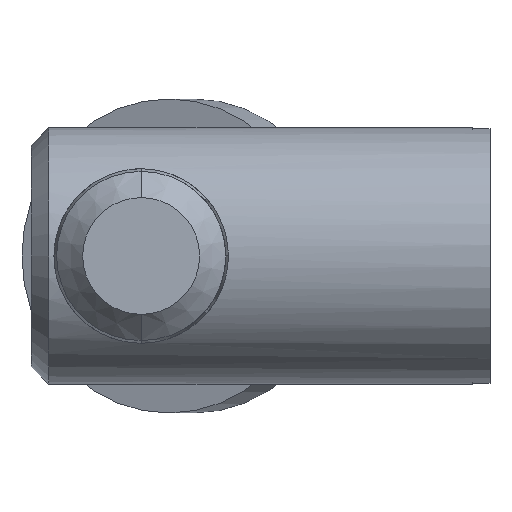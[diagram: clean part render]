
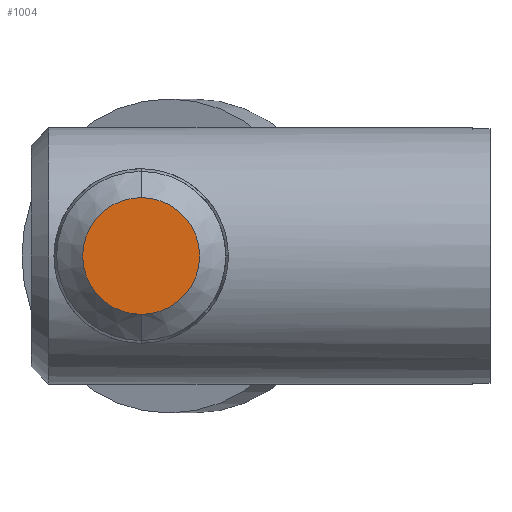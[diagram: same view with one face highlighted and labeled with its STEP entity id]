
A CAD part, front view. The second image highlights one B-rep face of the part: STEP entity #1004.
In plain terms, the highlighted face is planar.
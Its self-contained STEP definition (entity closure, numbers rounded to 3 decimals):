
#22 = VERTEX_POINT ( 'NONE', #368 ) ;
#147 = CIRCLE ( 'NONE', #1422, 3.35 ) ;
#368 = CARTESIAN_POINT ( 'NONE',  ( 25., 0., -3.35 ) ) ;
#370 = EDGE_LOOP ( 'NONE', ( #1544, #1016 ) ) ;
#1004 = ADVANCED_FACE ( 'NONE', ( #3306 ), #3037, .T. ) ;
#1016 = ORIENTED_EDGE ( 'NONE', *, *, #1378, .T. ) ;
#1378 = EDGE_CURVE ( 'NONE', #22, #2703, #147, .T. ) ;
#1422 = AXIS2_PLACEMENT_3D ( 'NONE', #2732, #2389, #2055 ) ;
#1544 = ORIENTED_EDGE ( 'NONE', *, *, #2774, .T. ) ;
#1782 = AXIS2_PLACEMENT_3D ( 'NONE', #2520, #2166, #1823 ) ;
#1823 = DIRECTION ( 'NONE',  ( 0., 0., -1. ) ) ;
#1992 = DIRECTION ( 'NONE',  ( 0., 0., -1. ) ) ;
#2055 = DIRECTION ( 'NONE',  ( 0., 0., -1. ) ) ;
#2104 = AXIS2_PLACEMENT_3D ( 'NONE', #2677, #2342, #1992 ) ;
#2166 = DIRECTION ( 'NONE',  ( 1., 0., 0. ) ) ;
#2342 = DIRECTION ( 'NONE',  ( 1., 0., 0. ) ) ;
#2389 = DIRECTION ( 'NONE',  ( 1., 0., 0. ) ) ;
#2520 = CARTESIAN_POINT ( 'NONE',  ( 25., 0., 0. ) ) ;
#2677 = CARTESIAN_POINT ( 'NONE',  ( 25., 0., 0. ) ) ;
#2703 = VERTEX_POINT ( 'NONE', #2930 ) ;
#2732 = CARTESIAN_POINT ( 'NONE',  ( 25., 0., 0. ) ) ;
#2774 = EDGE_CURVE ( 'NONE', #2703, #22, #3300, .T. ) ;
#2930 = CARTESIAN_POINT ( 'NONE',  ( 25., 0., 3.35 ) ) ;
#3037 = PLANE ( 'NONE',  #2104 ) ;
#3300 = CIRCLE ( 'NONE', #1782, 3.35 ) ;
#3306 = FACE_OUTER_BOUND ( 'NONE', #370, .T. ) ;
